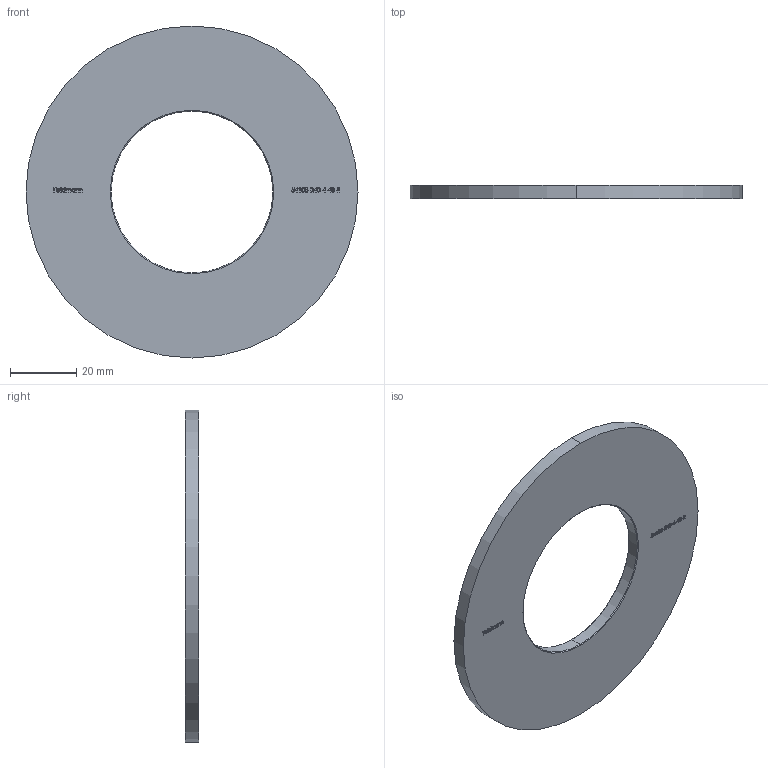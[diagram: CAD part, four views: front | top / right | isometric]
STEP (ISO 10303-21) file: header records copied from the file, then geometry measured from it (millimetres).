
FILE_DESCRIPTION (( 'STEP AP203' ), '1' );
FILE_NAME ('54108-240-4-48-R.step', '2020-10-21T10:59:26', ( '' ), ( '' ), 'SwSTEP 2.0', 'SolidWorks 2018', '' );
FILE_SCHEMA (( 'CONFIG_CONTROL_DESIGN' ));
Length unit declared in the file: millimetre
Products named in the file (2): 54108-240-4-48-R
Bounding box: 100 x 4 x 100 mm (x, y, z)
Volume: 23954.7 mm3; surface area: 13819.1 mm2
Topology: 1 solids, 1 shells, 318 faces, 830 edges, 552 vertices
Faces by surface type: plane 191, bspline 119, cone 4, cylinder 4
Entity records: 16463 total; most frequent: CARTESIAN_POINT 9285, ORIENTED_EDGE 1660, DIRECTION 1006, EDGE_CURVE 830, VECTOR 580, LINE 580, VERTEX_POINT 552, EDGE_LOOP 358
